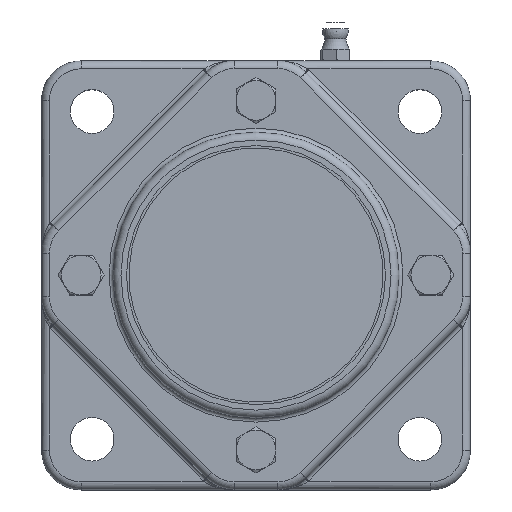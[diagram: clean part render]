
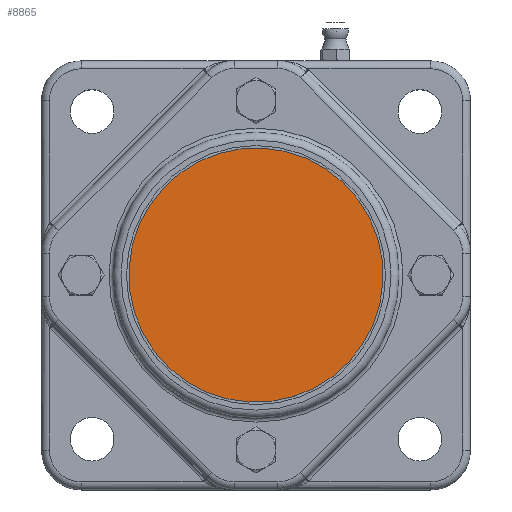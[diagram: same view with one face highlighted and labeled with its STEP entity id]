
A CAD part, top view. The second image highlights one B-rep face of the part: STEP entity #8865.
In plain terms, the highlighted planar face has unit normal (0, 0, 1).
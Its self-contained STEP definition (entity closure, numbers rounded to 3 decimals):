
#841=CIRCLE('',#9758,32.);
#1403=FACE_OUTER_BOUND('',#1911,.T.);
#1911=EDGE_LOOP('',(#6723));
#3673=VERTEX_POINT('',#14612);
#4772=EDGE_CURVE('',#3673,#3673,#841,.T.);
#6723=ORIENTED_EDGE('',*,*,#4772,.F.);
#8031=PLANE('',#9761);
#8865=ADVANCED_FACE('',(#1403),#8031,.T.);
#9758=AXIS2_PLACEMENT_3D('',#14613,#11754,#11755);
#9761=AXIS2_PLACEMENT_3D('',#14618,#11761,#11762);
#11754=DIRECTION('center_axis',(0.,0.,
-1.));
#11755=DIRECTION('ref_axis',(-0.973,0.229,0.));
#11761=DIRECTION('center_axis',(0.,0.,
1.));
#11762=DIRECTION('ref_axis',(-0.973,0.229,0.));
#14612=CARTESIAN_POINT('',(31.148,-7.334,35.2));
#14613=CARTESIAN_POINT('Origin',(0.,0.,
35.2));
#14618=CARTESIAN_POINT('Origin',(0.,0.,
35.2));
